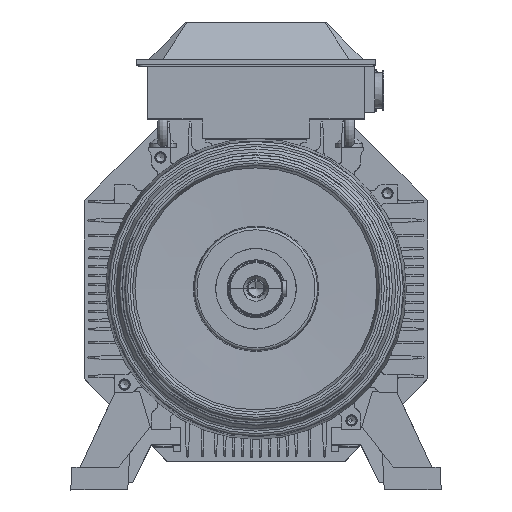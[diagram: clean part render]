
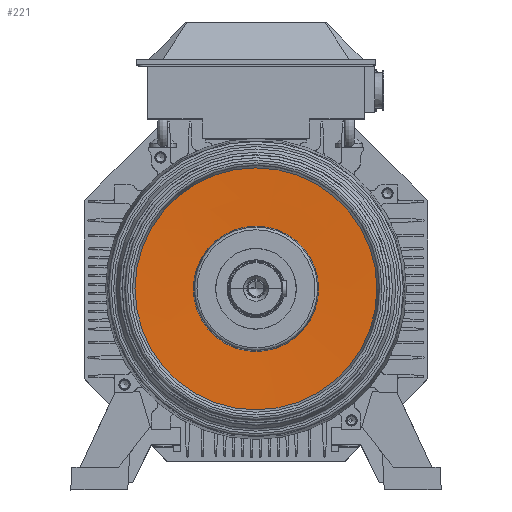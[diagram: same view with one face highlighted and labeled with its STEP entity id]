
A CAD part, top view. The second image highlights one B-rep face of the part: STEP entity #221.
In plain terms, the highlighted conical face has half-angle 88.337 degrees and reference radius 129.29 mm.
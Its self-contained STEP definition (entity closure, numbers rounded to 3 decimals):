
#187=CARTESIAN_POINT('',(-70.379,0.015,69.801));
#188=VERTEX_POINT('',#187);
#189=CARTESIAN_POINT('',(0.001,0.015,69.801));
#190=DIRECTION('',(0.,0.,1.));
#191=DIRECTION('',(-0.829,0.559,0.));
#192=AXIS2_PLACEMENT_3D('',#189,#190,#191);
#193=CIRCLE('',#192,70.379);
#194=EDGE_CURVE('',#188,#188,#193,.T.);
#202=CARTESIAN_POINT('',(0.001,0.016,71.511));
#203=DIRECTION('',(0.,0.,1.));
#204=DIRECTION('',(-0.829,-0.559,0.));
#205=AXIS2_PLACEMENT_3D('',#202,#203,#204);
#206=CONICAL_SURFACE('',#205,129.29,88.337);
#207=CARTESIAN_POINT('',(-135.835,0.016,71.701));
#208=VERTEX_POINT('',#207);
#209=CARTESIAN_POINT('',(0.001,0.016,71.701));
#210=DIRECTION('',(0.,0.,1.));
#211=DIRECTION('',(-0.829,0.559,0.));
#212=AXIS2_PLACEMENT_3D('',#209,#210,#211);
#213=CIRCLE('',#212,135.836);
#214=EDGE_CURVE('',#208,#208,#213,.T.);
#215=ORIENTED_EDGE('',*,*,#214,.T.);
#216=EDGE_LOOP('',(#215));
#217=FACE_OUTER_BOUND('',#216,.T.);
#218=ORIENTED_EDGE('',*,*,#194,.F.);
#219=EDGE_LOOP('',(#218));
#220=FACE_BOUND('',#219,.T.);
#221=ADVANCED_FACE('',(#217,#220),#206,.F.);
